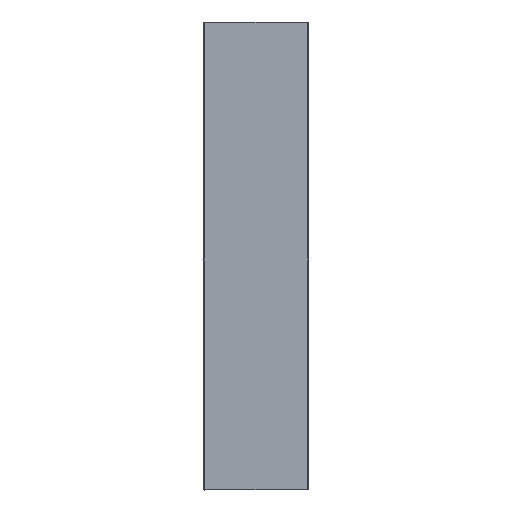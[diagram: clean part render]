
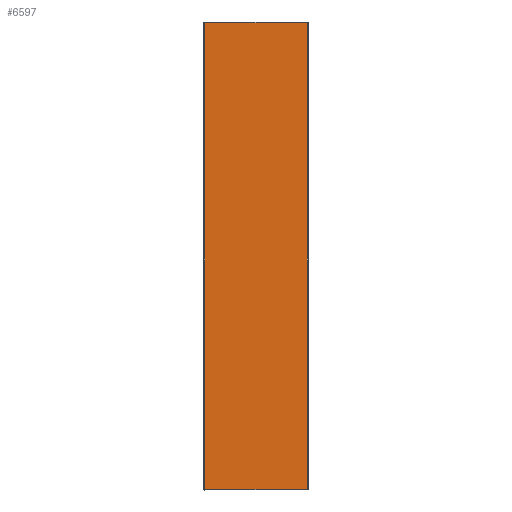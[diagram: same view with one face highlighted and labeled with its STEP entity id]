
A CAD part, top view. The second image highlights one B-rep face of the part: STEP entity #6597.
In plain terms, the highlighted planar face has unit normal (0, 0, 1).
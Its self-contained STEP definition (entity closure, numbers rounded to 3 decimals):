
#73 = VERTEX_POINT ( 'NONE', #14280 ) ;
#227 = VERTEX_POINT ( 'NONE', #9575 ) ;
#228 = LINE ( 'NONE', #18823, #18820 ) ;
#317 = FACE_OUTER_BOUND ( 'NONE', #6540, .T. ) ;
#378 = AXIS2_PLACEMENT_3D ( 'NONE', #15255, #6682, #14962 ) ;
#1450 = DIRECTION ( 'NONE',  ( 1., 0., 0. ) ) ;
#1971 = VECTOR ( 'NONE', #15828, 1000. ) ;
#2825 = LINE ( 'NONE', #5394, #20096 ) ;
#3066 = VECTOR ( 'NONE', #1450, 1000. ) ;
#4445 = ORIENTED_EDGE ( 'NONE', *, *, #8246, .T. ) ;
#4854 = EDGE_CURVE ( 'NONE', #73, #11746, #6407, .T. ) ;
#5106 = DIRECTION ( 'NONE',  ( -1., 0., 0. ) ) ;
#5394 = CARTESIAN_POINT ( 'NONE',  ( -203., 10175., 0. ) ) ;
#6407 = LINE ( 'NONE', #19118, #1971 ) ;
#6540 = EDGE_LOOP ( 'NONE', ( #21521, #4445, #8763, #17696 ) ) ;
#6597 = ADVANCED_FACE ( 'NONE', ( #317 ), #13501, .T. ) ;
#6682 = DIRECTION ( 'NONE',  ( 0., 0., 1. ) ) ;
#7245 = DIRECTION ( 'NONE',  ( 0., -1., 0. ) ) ;
#8246 = EDGE_CURVE ( 'NONE', #11746, #227, #228, .T. ) ;
#8256 = CARTESIAN_POINT ( 'NONE',  ( -9456., -922., 0. ) ) ;
#8763 = ORIENTED_EDGE ( 'NONE', *, *, #11724, .T. ) ;
#8912 = VERTEX_POINT ( 'NONE', #17188 ) ;
#9575 = CARTESIAN_POINT ( 'NONE',  ( -203., 922., 0. ) ) ;
#11445 = LINE ( 'NONE', #8256, #3066 ) ;
#11724 = EDGE_CURVE ( 'NONE', #227, #8912, #2825, .T. ) ;
#11746 = VERTEX_POINT ( 'NONE', #20413 ) ;
#13501 = PLANE ( 'NONE',  #378 ) ;
#14280 = CARTESIAN_POINT ( 'NONE',  ( 203., -922., 0. ) ) ;
#14962 = DIRECTION ( 'NONE',  ( 1., 0., 0. ) ) ;
#15255 = CARTESIAN_POINT ( 'NONE',  ( 0., 0., 0. ) ) ;
#15828 = DIRECTION ( 'NONE',  ( 0., 1., 0. ) ) ;
#17188 = CARTESIAN_POINT ( 'NONE',  ( -203., -922., 0. ) ) ;
#17696 = ORIENTED_EDGE ( 'NONE', *, *, #20436, .T. ) ;
#18820 = VECTOR ( 'NONE', #5106, 1000. ) ;
#18823 = CARTESIAN_POINT ( 'NONE',  ( 9456., 922., 0. ) ) ;
#19118 = CARTESIAN_POINT ( 'NONE',  ( 203., -10175., 0. ) ) ;
#20096 = VECTOR ( 'NONE', #7245, 1000. ) ;
#20413 = CARTESIAN_POINT ( 'NONE',  ( 203., 922., 0. ) ) ;
#20436 = EDGE_CURVE ( 'NONE', #8912, #73, #11445, .T. ) ;
#21521 = ORIENTED_EDGE ( 'NONE', *, *, #4854, .T. ) ;
